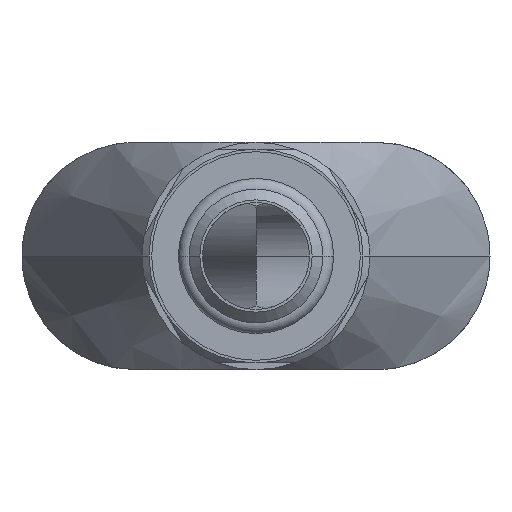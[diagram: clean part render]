
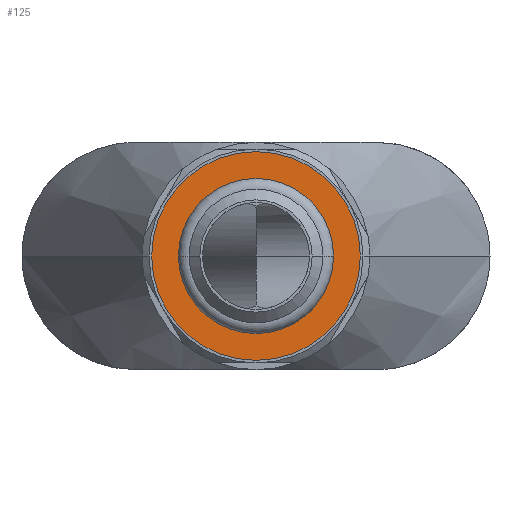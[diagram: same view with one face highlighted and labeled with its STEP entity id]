
A CAD part, front view. The second image highlights one B-rep face of the part: STEP entity #125.
In plain terms, the highlighted planar face has unit normal (0, -1, 0).
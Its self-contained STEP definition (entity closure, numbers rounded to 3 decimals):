
#125=ADVANCED_FACE('',(#331,#332),#333,.T.);
#331=FACE_BOUND('',#589,.T.);
#332=FACE_OUTER_BOUND('',#590,.T.);
#333=PLANE('',#591);
#589=EDGE_LOOP('',(#1307,#1308,#1309));
#590=EDGE_LOOP('',(#1310,#1311));
#591=AXIS2_PLACEMENT_3D('',#1312,#1313,#1314);
#1307=ORIENTED_EDGE('',*,*,#1859,.T.);
#1308=ORIENTED_EDGE('',*,*,#1747,.T.);
#1309=ORIENTED_EDGE('',*,*,#1860,.T.);
#1310=ORIENTED_EDGE('',*,*,#1892,.T.);
#1311=ORIENTED_EDGE('',*,*,#1726,.T.);
#1312=CARTESIAN_POINT('',(0.0,3.1,0.0));
#1313=DIRECTION('',(0.0,-1.0,0.0));
#1314=DIRECTION('',(-1.0,0.0,0.0));
#1726=EDGE_CURVE('',#2089,#2086,#2090,.T.);
#1747=EDGE_CURVE('',#2122,#2124,#2126,.T.);
#1859=EDGE_CURVE('',#2311,#2122,#2312,.T.);
#1860=EDGE_CURVE('',#2124,#2311,#2313,.T.);
#1892=EDGE_CURVE('',#2086,#2089,#2364,.T.);
#2086=VERTEX_POINT('',#2762);
#2089=VERTEX_POINT('',#2766);
#2090=CIRCLE('',#2767,3.9);
#2122=VERTEX_POINT('',#2820);
#2124=VERTEX_POINT('',#2822);
#2126=CIRCLE('',#2824,2.9);
#2311=VERTEX_POINT('',#3066);
#2312=CIRCLE('',#3067,2.9);
#2313=CIRCLE('',#3068,2.9);
#2364=CIRCLE('',#3248,3.9);
#2762=CARTESIAN_POINT('',(3.9,3.1,0.0));
#2766=CARTESIAN_POINT('',(-3.9,3.1,0.));
#2767=AXIS2_PLACEMENT_3D('',#3698,#3699,#3700);
#2820=CARTESIAN_POINT('',(2.9,3.1,0.));
#2822=CARTESIAN_POINT('',(-2.9,3.1,0.));
#2824=AXIS2_PLACEMENT_3D('',#3738,#3739,#3740);
#3066=CARTESIAN_POINT('',(0.,3.1,2.9));
#3067=AXIS2_PLACEMENT_3D('',#3960,#3961,#3962);
#3068=AXIS2_PLACEMENT_3D('',#3963,#3964,#3965);
#3248=AXIS2_PLACEMENT_3D('',#4010,#4011,#4012);
#3698=CARTESIAN_POINT('',(0.0,3.1,0.0));
#3699=DIRECTION('',(0.0,-1.0,0.0));
#3700=DIRECTION('',(1.0,0.0,0.0));
#3738=CARTESIAN_POINT('',(0.0,3.1,0.0));
#3739=DIRECTION('',(-0.0,1.0,0.0));
#3740=DIRECTION('',(0.0,0.0,-1.0));
#3960=CARTESIAN_POINT('',(0.0,3.1,0.0));
#3961=DIRECTION('',(-0.0,1.0,0.0));
#3962=DIRECTION('',(0.0,0.0,-1.0));
#3963=CARTESIAN_POINT('',(0.0,3.1,0.0));
#3964=DIRECTION('',(-0.0,1.0,0.0));
#3965=DIRECTION('',(0.0,0.0,-1.0));
#4010=CARTESIAN_POINT('',(0.0,3.1,0.0));
#4011=DIRECTION('',(0.0,-1.0,0.0));
#4012=DIRECTION('',(1.0,0.0,0.0));
